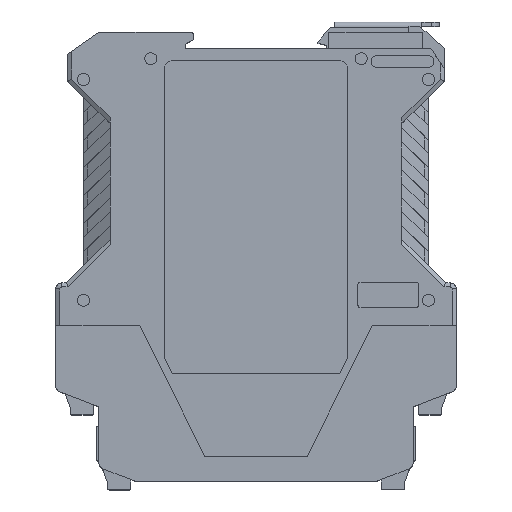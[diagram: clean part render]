
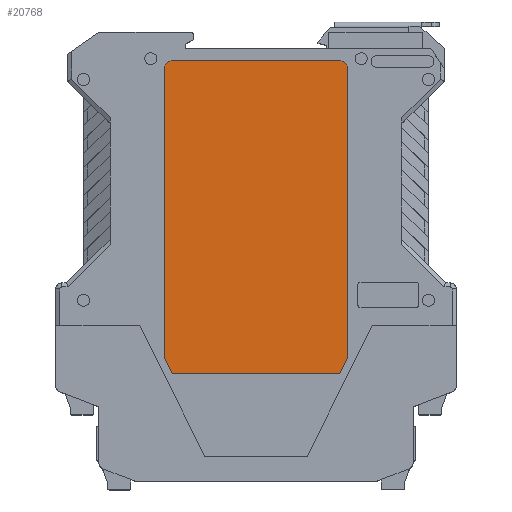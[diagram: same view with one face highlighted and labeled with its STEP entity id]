
A CAD part, top view. The second image highlights one B-rep face of the part: STEP entity #20768.
In plain terms, the highlighted planar face has unit normal (0, 0, 1).
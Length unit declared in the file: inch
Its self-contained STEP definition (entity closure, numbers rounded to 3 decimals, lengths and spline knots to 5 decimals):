
#3251 = DIRECTION ( 'NONE',  ( 0.894, 0.447, 0. ) ) ;
#4800 = ORIENTED_EDGE ( 'NONE', *, *, #97813, .T. ) ;
#6211 = ORIENTED_EDGE ( 'NONE', *, *, #88406, .T. ) ;
#6347 = CARTESIAN_POINT ( 'NONE',  ( 0.19685, 0.89567, 0.88189 ) ) ;
#6464 = DIRECTION ( 'NONE',  ( -0.894, 0.447, 0. ) ) ;
#6778 = VECTOR ( 'NONE', #78814, 39.37008 ) ;
#7068 = DIRECTION ( 'NONE',  ( 0., 0., 1. ) ) ;
#7074 = DIRECTION ( 'NONE',  ( 0., 1., 0. ) ) ;
#9885 = ORIENTED_EDGE ( 'NONE', *, *, #104293, .T. ) ;
#10078 = PLANE ( 'NONE',  #82315 ) ;
#11460 = VERTEX_POINT ( 'NONE', #105726 ) ;
#11492 = CIRCLE ( 'NONE', #95746, 0.07874 ) ;
#20768 = ADVANCED_FACE ( 'NONE', ( #62190 ), #10078, .T. ) ;
#23524 = LINE ( 'NONE', #64825, #34332 ) ;
#29058 = ORIENTED_EDGE ( 'NONE', *, *, #89858, .T. ) ;
#29133 = ORIENTED_EDGE ( 'NONE', *, *, #126869, .T. ) ;
#31791 = EDGE_LOOP ( 'NONE', ( #131397, #29058, #9885, #59419, #29133, #81424, #6211, #4800 ) ) ;
#32694 = CARTESIAN_POINT ( 'NONE',  ( 3.00394, 0.89567, 0.88189 ) ) ;
#34332 = VECTOR ( 'NONE', #92608, 39.37008 ) ;
#43449 = VERTEX_POINT ( 'NONE', #32694 ) ;
#47693 = LINE ( 'NONE', #58530, #77381 ) ;
#48976 = VERTEX_POINT ( 'NONE', #66217 ) ;
#49990 = CARTESIAN_POINT ( 'NONE',  ( 0.19685, -0.8878, 0.88189 ) ) ;
#49998 = DIRECTION ( 'NONE',  ( 0., -1., 0. ) ) ;
#50692 = DIRECTION ( 'NONE',  ( 0., -1., 0. ) ) ;
#57540 = CARTESIAN_POINT ( 'NONE',  ( 0.19685, 0.81693, 0.88189 ) ) ;
#57546 = VECTOR ( 'NONE', #6464, 39.37008 ) ;
#58530 = CARTESIAN_POINT ( 'NONE',  ( 3.16142, 0.81693, 0.88189 ) ) ;
#59176 = CARTESIAN_POINT ( 'NONE',  ( 2.25162, 0.89567, 0.88189 ) ) ;
#59419 = ORIENTED_EDGE ( 'NONE', *, *, #119949, .T. ) ;
#62190 = FACE_OUTER_BOUND ( 'NONE', #31791, .T. ) ;
#64825 = CARTESIAN_POINT ( 'NONE',  ( 3.00394, -0.8878, 0.88189 ) ) ;
#66217 = CARTESIAN_POINT ( 'NONE',  ( 0.11811, 0.81693, 0.88189 ) ) ;
#70002 = DIRECTION ( 'NONE',  ( 0., -1., 0. ) ) ;
#70069 = LINE ( 'NONE', #99183, #57546 ) ;
#70646 = VERTEX_POINT ( 'NONE', #6347 ) ;
#71008 = CARTESIAN_POINT ( 'NONE',  ( 2.99033, -0.25061, 0.88189 ) ) ;
#72370 = VERTEX_POINT ( 'NONE', #92462 ) ;
#77381 = VECTOR ( 'NONE', #7074, 39.37008 ) ;
#78344 = VERTEX_POINT ( 'NONE', #124174 ) ;
#78814 = DIRECTION ( 'NONE',  ( -1., 0., 0. ) ) ;
#81424 = ORIENTED_EDGE ( 'NONE', *, *, #98022, .T. ) ;
#82315 = AXIS2_PLACEMENT_3D ( 'NONE', #71008, #112292, #50692 ) ;
#83561 = VERTEX_POINT ( 'NONE', #49990 ) ;
#85181 = LINE ( 'NONE', #108801, #127226 ) ;
#88406 = EDGE_CURVE ( 'NONE', #48976, #78344, #100769, .T. ) ;
#89858 = EDGE_CURVE ( 'NONE', #11460, #72370, #85181, .T. ) ;
#90963 = CARTESIAN_POINT ( 'NONE',  ( 0.19685, -0.80906, 0.88189 ) ) ;
#92462 = CARTESIAN_POINT ( 'NONE',  ( 3.16142, -0.80906, 0.88189 ) ) ;
#92608 = DIRECTION ( 'NONE',  ( 1., 0., 0. ) ) ;
#95746 = AXIS2_PLACEMENT_3D ( 'NONE', #90963, #7068, #70002 ) ;
#97813 = EDGE_CURVE ( 'NONE', #78344, #83561, #11492, .T. ) ;
#97864 = CARTESIAN_POINT ( 'NONE',  ( 3.16142, 0.81693, 0.88189 ) ) ;
#98022 = EDGE_CURVE ( 'NONE', #70646, #48976, #123972, .T. ) ;
#98815 = DIRECTION ( 'NONE',  ( 0., 0., 1. ) ) ;
#99183 = CARTESIAN_POINT ( 'NONE',  ( 3.00394, 0.89567, 0.88189 ) ) ;
#99767 = LINE ( 'NONE', #59176, #6778 ) ;
#100769 = LINE ( 'NONE', #111586, #111860 ) ;
#104293 = EDGE_CURVE ( 'NONE', #72370, #131598, #47693, .T. ) ;
#105726 = CARTESIAN_POINT ( 'NONE',  ( 3.00394, -0.8878, 0.88189 ) ) ;
#108801 = CARTESIAN_POINT ( 'NONE',  ( 3.16142, -0.80906, 0.88189 ) ) ;
#109633 = DIRECTION ( 'NONE',  ( 0., -1., 0. ) ) ;
#111586 = CARTESIAN_POINT ( 'NONE',  ( 0.11811, 0.81693, 0.88189 ) ) ;
#111860 = VECTOR ( 'NONE', #49998, 39.37008 ) ;
#112292 = DIRECTION ( 'NONE',  ( 0., 0., 1. ) ) ;
#113707 = EDGE_CURVE ( 'NONE', #83561, #11460, #23524, .T. ) ;
#119949 = EDGE_CURVE ( 'NONE', #131598, #43449, #70069, .T. ) ;
#123972 = CIRCLE ( 'NONE', #126205, 0.07874 ) ;
#124174 = CARTESIAN_POINT ( 'NONE',  ( 0.11811, -0.80906, 0.88189 ) ) ;
#126205 = AXIS2_PLACEMENT_3D ( 'NONE', #57540, #98815, #109633 ) ;
#126869 = EDGE_CURVE ( 'NONE', #43449, #70646, #99767, .T. ) ;
#127226 = VECTOR ( 'NONE', #3251, 39.37008 ) ;
#131397 = ORIENTED_EDGE ( 'NONE', *, *, #113707, .T. ) ;
#131598 = VERTEX_POINT ( 'NONE', #97864 ) ;
